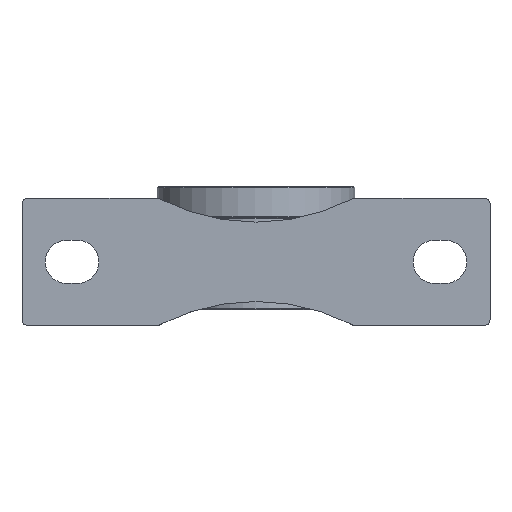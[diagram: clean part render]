
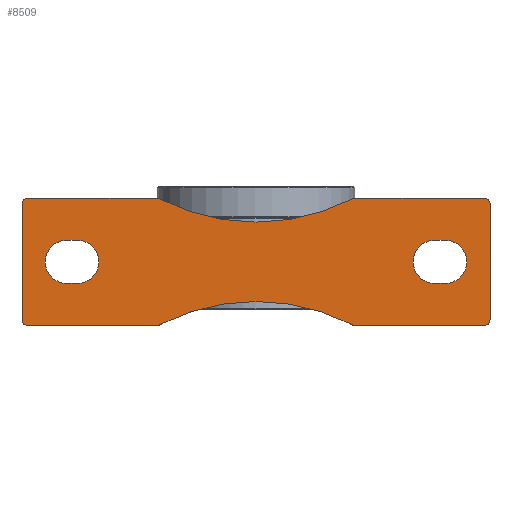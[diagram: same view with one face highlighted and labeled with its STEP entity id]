
A CAD part, front view. The second image highlights one B-rep face of the part: STEP entity #8509.
In plain terms, the highlighted face is planar.
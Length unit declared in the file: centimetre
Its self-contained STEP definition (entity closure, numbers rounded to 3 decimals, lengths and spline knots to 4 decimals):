
#7786=CARTESIAN_POINT('',(-2.95,-4.5867,0.));
#7787=VERTEX_POINT('',#7786);
#7794=CARTESIAN_POINT('',(-2.95,-10.621,0.));
#7795=VERTEX_POINT('',#7794);
#7796=CARTESIAN_POINT('',(-2.95,-12355.875,0.));
#7797=DIRECTION('',(0.,1.,0.));
#7798=VECTOR('',#7797,24690.);
#7799=LINE('',#7796,#7798);
#7800=EDGE_CURVE('',#7795,#7787,#7799,.T.);
#7939=CARTESIAN_POINT('',(2.696,10.875,0.));
#7940=VERTEX_POINT('',#7939);
#7947=CARTESIAN_POINT('',(-2.696,10.875,0.));
#7948=VERTEX_POINT('',#7947);
#7949=CARTESIAN_POINT('',(-12345.,10.875,0.));
#7950=DIRECTION('',(1.,0.,-0.));
#7951=VECTOR('',#7950,24690.);
#7952=LINE('',#7949,#7951);
#7953=EDGE_CURVE('',#7948,#7940,#7952,.T.);
#7970=CARTESIAN_POINT('',(2.95,10.621,0.));
#7971=VERTEX_POINT('',#7970);
#7978=CARTESIAN_POINT('',(2.696,10.621,0.));
#7979=DIRECTION('',(0.,-0.,1.));
#7980=DIRECTION('',(0.707,0.707,0.));
#7981=AXIS2_PLACEMENT_3D('',#7978,#7979,#7980);
#7982=CIRCLE('',#7981,0.254);
#7983=EDGE_CURVE('',#7971,#7940,#7982,.T.);
#8005=CARTESIAN_POINT('',(2.95,4.5867,0.));
#8006=VERTEX_POINT('',#8005);
#8013=CARTESIAN_POINT('',(2.95,12355.875,0.));
#8014=DIRECTION('',(0.,-1.,0.));
#8015=VECTOR('',#8014,24690.);
#8016=LINE('',#8013,#8015);
#8017=EDGE_CURVE('',#7971,#8006,#8016,.T.);
#8291=CARTESIAN_POINT('',(2.696,-10.875,0.));
#8292=VERTEX_POINT('',#8291);
#8299=CARTESIAN_POINT('',(2.95,-10.621,0.));
#8300=VERTEX_POINT('',#8299);
#8301=CARTESIAN_POINT('',(2.696,-10.621,0.));
#8302=DIRECTION('',(0.,0.,1.));
#8303=DIRECTION('',(0.707,-0.707,0.));
#8304=AXIS2_PLACEMENT_3D('',#8301,#8302,#8303);
#8305=CIRCLE('',#8304,0.254);
#8306=EDGE_CURVE('',#8292,#8300,#8305,.T.);
#8317=CARTESIAN_POINT('',(1.3206,-5.6484,0.));
#8318=DIRECTION('',(0.,0.,1.));
#8319=DIRECTION('',(1.,0.,0.));
#8320=AXIS2_PLACEMENT_3D('',#8317,#8318,#8319);
#8321=PLANE('',#8320);
#8322=ORIENTED_EDGE('',*,*,#7983,.F.);
#8323=ORIENTED_EDGE('',*,*,#8017,.T.);
#8324=CARTESIAN_POINT('',(2.9221,4.4709,0.));
#8325=VERTEX_POINT('',#8324);
#8326=CARTESIAN_POINT('',(2.696,4.5867,0.));
#8327=DIRECTION('',(0.,0.,1.));
#8328=DIRECTION('',(0.972,-0.234,0.));
#8329=AXIS2_PLACEMENT_3D('',#8326,#8327,#8328);
#8330=CIRCLE('',#8329,0.254);
#8331=EDGE_CURVE('',#8325,#8006,#8330,.T.);
#8332=ORIENTED_EDGE('',*,*,#8331,.F.);
#8333=CARTESIAN_POINT('',(1.844,0.,0.));
#8334=VERTEX_POINT('',#8333);
#8335=CARTESIAN_POINT('',(11.654,0.,0.));
#8336=DIRECTION('',(0.,0.,1.));
#8337=DIRECTION('',(1.,0.,-0.));
#8338=AXIS2_PLACEMENT_3D('',#8335,#8336,#8337);
#8339=CIRCLE('',#8338,9.8099);
#8340=EDGE_CURVE('',#8325,#8334,#8339,.T.);
#8341=ORIENTED_EDGE('',*,*,#8340,.T.);
#8342=CARTESIAN_POINT('',(2.9221,-4.4709,0.));
#8343=VERTEX_POINT('',#8342);
#8344=CARTESIAN_POINT('',(11.654,0.,0.));
#8345=DIRECTION('',(0.,0.,1.));
#8346=DIRECTION('',(1.,0.,-0.));
#8347=AXIS2_PLACEMENT_3D('',#8344,#8345,#8346);
#8348=CIRCLE('',#8347,9.8099);
#8349=EDGE_CURVE('',#8334,#8343,#8348,.T.);
#8350=ORIENTED_EDGE('',*,*,#8349,.T.);
#8351=CARTESIAN_POINT('',(2.95,-4.5867,0.));
#8352=VERTEX_POINT('',#8351);
#8353=CARTESIAN_POINT('',(2.696,-4.5867,0.));
#8354=DIRECTION('',(0.,-0.,1.));
#8355=DIRECTION('',(0.972,0.234,0.));
#8356=AXIS2_PLACEMENT_3D('',#8353,#8354,#8355);
#8357=CIRCLE('',#8356,0.254);
#8358=EDGE_CURVE('',#8352,#8343,#8357,.T.);
#8359=ORIENTED_EDGE('',*,*,#8358,.F.);
#8360=CARTESIAN_POINT('',(2.95,-12355.875,0.));
#8361=DIRECTION('',(0.,1.,0.));
#8362=VECTOR('',#8361,24690.);
#8363=LINE('',#8360,#8362);
#8364=EDGE_CURVE('',#8300,#8352,#8363,.T.);
#8365=ORIENTED_EDGE('',*,*,#8364,.F.);
#8366=ORIENTED_EDGE('',*,*,#8306,.F.);
#8367=CARTESIAN_POINT('',(-2.696,-10.875,0.));
#8368=VERTEX_POINT('',#8367);
#8369=CARTESIAN_POINT('',(-12345.,-10.875,0.));
#8370=DIRECTION('',(1.,0.,-0.));
#8371=VECTOR('',#8370,24690.);
#8372=LINE('',#8369,#8371);
#8373=EDGE_CURVE('',#8368,#8292,#8372,.T.);
#8374=ORIENTED_EDGE('',*,*,#8373,.F.);
#8375=CARTESIAN_POINT('',(-2.696,-10.621,0.));
#8376=DIRECTION('',(0.,0.,1.));
#8377=DIRECTION('',(-0.707,-0.707,0.));
#8378=AXIS2_PLACEMENT_3D('',#8375,#8376,#8377);
#8379=CIRCLE('',#8378,0.254);
#8380=EDGE_CURVE('',#7795,#8368,#8379,.T.);
#8381=ORIENTED_EDGE('',*,*,#8380,.F.);
#8382=ORIENTED_EDGE('',*,*,#7800,.T.);
#8383=CARTESIAN_POINT('',(-2.9221,-4.4709,0.));
#8384=VERTEX_POINT('',#8383);
#8385=CARTESIAN_POINT('',(-2.696,-4.5867,0.));
#8386=DIRECTION('',(0.,0.,1.));
#8387=DIRECTION('',(-0.972,0.234,0.));
#8388=AXIS2_PLACEMENT_3D('',#8385,#8386,#8387);
#8389=CIRCLE('',#8388,0.254);
#8390=EDGE_CURVE('',#8384,#7787,#8389,.T.);
#8391=ORIENTED_EDGE('',*,*,#8390,.F.);
#8392=CARTESIAN_POINT('',(-1.844,-0.,0.));
#8393=VERTEX_POINT('',#8392);
#8394=CARTESIAN_POINT('',(-11.654,0.,0.));
#8395=DIRECTION('',(0.,0.,-1.));
#8396=DIRECTION('',(-1.,0.,0.));
#8397=AXIS2_PLACEMENT_3D('',#8394,#8395,#8396);
#8398=CIRCLE('',#8397,9.8099);
#8399=EDGE_CURVE('',#8393,#8384,#8398,.T.);
#8400=ORIENTED_EDGE('',*,*,#8399,.F.);
#8401=CARTESIAN_POINT('',(-2.9221,4.4709,0.));
#8402=VERTEX_POINT('',#8401);
#8403=CARTESIAN_POINT('',(-11.654,0.,0.));
#8404=DIRECTION('',(0.,0.,-1.));
#8405=DIRECTION('',(-1.,0.,0.));
#8406=AXIS2_PLACEMENT_3D('',#8403,#8404,#8405);
#8407=CIRCLE('',#8406,9.8099);
#8408=EDGE_CURVE('',#8402,#8393,#8407,.T.);
#8409=ORIENTED_EDGE('',*,*,#8408,.F.);
#8410=CARTESIAN_POINT('',(-2.95,4.5867,0.));
#8411=VERTEX_POINT('',#8410);
#8412=CARTESIAN_POINT('',(-2.696,4.5867,0.));
#8413=DIRECTION('',(0.,0.,1.));
#8414=DIRECTION('',(-0.972,-0.234,0.));
#8415=AXIS2_PLACEMENT_3D('',#8412,#8413,#8414);
#8416=CIRCLE('',#8415,0.254);
#8417=EDGE_CURVE('',#8411,#8402,#8416,.T.);
#8418=ORIENTED_EDGE('',*,*,#8417,.F.);
#8419=CARTESIAN_POINT('',(-2.95,10.621,0.));
#8420=VERTEX_POINT('',#8419);
#8421=CARTESIAN_POINT('',(-2.95,12355.875,0.));
#8422=DIRECTION('',(0.,-1.,0.));
#8423=VECTOR('',#8422,24690.);
#8424=LINE('',#8421,#8423);
#8425=EDGE_CURVE('',#8420,#8411,#8424,.T.);
#8426=ORIENTED_EDGE('',*,*,#8425,.F.);
#8427=CARTESIAN_POINT('',(-2.696,10.621,0.));
#8428=DIRECTION('',(0.,0.,1.));
#8429=DIRECTION('',(-0.707,0.707,0.));
#8430=AXIS2_PLACEMENT_3D('',#8427,#8428,#8429);
#8431=CIRCLE('',#8430,0.254);
#8432=EDGE_CURVE('',#7948,#8420,#8431,.T.);
#8433=ORIENTED_EDGE('',*,*,#8432,.F.);
#8434=ORIENTED_EDGE('',*,*,#7953,.T.);
#8435=EDGE_LOOP('',(#8322,#8323,#8332,#8341,#8350,#8359,#8365,#8366,#8374,#8381,#8382,#8391,#8400,#8409,#8418,#8426,#8433,#8434));
#8436=FACE_BOUND('',#8435,.T.);
#8437=CARTESIAN_POINT('',(1.,8.8,0.));
#8438=VERTEX_POINT('',#8437);
#8439=CARTESIAN_POINT('',(-1.,8.8,0.));
#8440=VERTEX_POINT('',#8439);
#8441=CARTESIAN_POINT('',(0.,8.8,0.));
#8442=DIRECTION('',(0.,0.,1.));
#8443=DIRECTION('',(-1.,0.,0.));
#8444=AXIS2_PLACEMENT_3D('',#8441,#8442,#8443);
#8445=CIRCLE('',#8444,1.);
#8446=EDGE_CURVE('',#8438,#8440,#8445,.T.);
#8447=ORIENTED_EDGE('',*,*,#8446,.T.);
#8448=CARTESIAN_POINT('',(-1.,8.3,0.));
#8449=VERTEX_POINT('',#8448);
#8450=CARTESIAN_POINT('',(-1.,12346.4508,0.));
#8451=DIRECTION('',(0.,-1.,0.));
#8452=VECTOR('',#8451,24690.);
#8453=LINE('',#8450,#8452);
#8454=EDGE_CURVE('',#8440,#8449,#8453,.T.);
#8455=ORIENTED_EDGE('',*,*,#8454,.T.);
#8456=CARTESIAN_POINT('',(1.,8.3,0.));
#8457=VERTEX_POINT('',#8456);
#8458=CARTESIAN_POINT('',(0.,8.3,0.));
#8459=DIRECTION('',(0.,0.,1.));
#8460=DIRECTION('',(-1.,0.,0.));
#8461=AXIS2_PLACEMENT_3D('',#8458,#8459,#8460);
#8462=CIRCLE('',#8461,1.);
#8463=EDGE_CURVE('',#8449,#8457,#8462,.T.);
#8464=ORIENTED_EDGE('',*,*,#8463,.T.);
#8465=CARTESIAN_POINT('',(1.,-12343.5492,0.));
#8466=DIRECTION('',(0.,1.,-0.));
#8467=VECTOR('',#8466,24690.);
#8468=LINE('',#8465,#8467);
#8469=EDGE_CURVE('',#8457,#8438,#8468,.T.);
#8470=ORIENTED_EDGE('',*,*,#8469,.T.);
#8471=EDGE_LOOP('',(#8447,#8455,#8464,#8470));
#8472=FACE_BOUND('',#8471,.T.);
#8473=CARTESIAN_POINT('',(1.,-8.3,0.));
#8474=VERTEX_POINT('',#8473);
#8475=CARTESIAN_POINT('',(-1.,-8.3,0.));
#8476=VERTEX_POINT('',#8475);
#8477=CARTESIAN_POINT('',(-0.,-8.3,0.));
#8478=DIRECTION('',(0.,0.,1.));
#8479=DIRECTION('',(1.,0.,-0.));
#8480=AXIS2_PLACEMENT_3D('',#8477,#8478,#8479);
#8481=CIRCLE('',#8480,1.);
#8482=EDGE_CURVE('',#8474,#8476,#8481,.T.);
#8483=ORIENTED_EDGE('',*,*,#8482,.T.);
#8484=CARTESIAN_POINT('',(-1.,-8.8,0.));
#8485=VERTEX_POINT('',#8484);
#8486=CARTESIAN_POINT('',(-1.,12337.9008,0.));
#8487=DIRECTION('',(0.,-1.,0.));
#8488=VECTOR('',#8487,24690.);
#8489=LINE('',#8486,#8488);
#8490=EDGE_CURVE('',#8476,#8485,#8489,.T.);
#8491=ORIENTED_EDGE('',*,*,#8490,.T.);
#8492=CARTESIAN_POINT('',(1.,-8.8,0.));
#8493=VERTEX_POINT('',#8492);
#8494=CARTESIAN_POINT('',(0.,-8.8,0.));
#8495=DIRECTION('',(0.,0.,1.));
#8496=DIRECTION('',(-1.,0.,0.));
#8497=AXIS2_PLACEMENT_3D('',#8494,#8495,#8496);
#8498=CIRCLE('',#8497,1.);
#8499=EDGE_CURVE('',#8485,#8493,#8498,.T.);
#8500=ORIENTED_EDGE('',*,*,#8499,.T.);
#8501=CARTESIAN_POINT('',(1.,-12352.0992,0.));
#8502=DIRECTION('',(0.,1.,0.));
#8503=VECTOR('',#8502,24690.);
#8504=LINE('',#8501,#8503);
#8505=EDGE_CURVE('',#8493,#8474,#8504,.T.);
#8506=ORIENTED_EDGE('',*,*,#8505,.T.);
#8507=EDGE_LOOP('',(#8483,#8491,#8500,#8506));
#8508=FACE_BOUND('',#8507,.T.);
#8509=ADVANCED_FACE('',(#8436,#8472,#8508),#8321,.F.);
